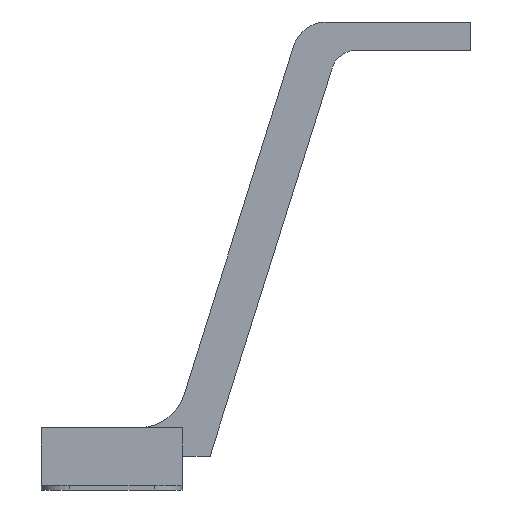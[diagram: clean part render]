
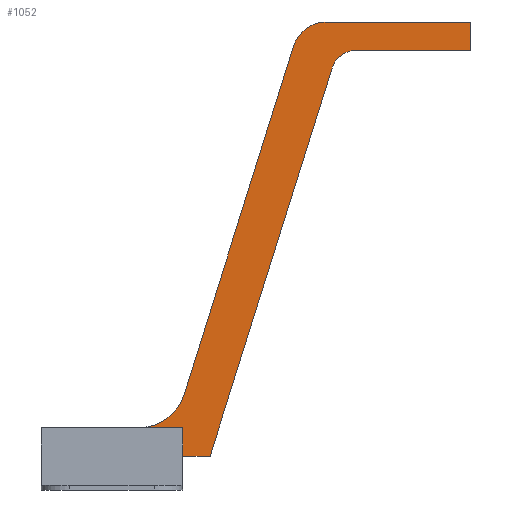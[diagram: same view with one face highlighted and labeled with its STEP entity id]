
A CAD part, left-side view. The second image highlights one B-rep face of the part: STEP entity #1052.
In plain terms, the highlighted face is planar.
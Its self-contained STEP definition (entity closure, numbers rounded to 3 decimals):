
#64=PLANE('',#1134);
#101=FACE_OUTER_BOUND('',#161,.T.);
#161=EDGE_LOOP('',(#783,#784,#785,#786,#787,#788,#789,#790,#791,#792,#793));
#233=LINE('',#1543,#334);
#236=LINE('',#1549,#337);
#239=LINE('',#1555,#340);
#243=LINE('',#1567,#344);
#246=LINE('',#1573,#347);
#249=LINE('',#1579,#350);
#252=LINE('',#1585,#353);
#256=LINE('',#1597,#357);
#334=VECTOR('',#1238,10.);
#337=VECTOR('',#1243,10.);
#340=VECTOR('',#1248,10.);
#344=VECTOR('',#1260,10.);
#347=VECTOR('',#1265,10.);
#350=VECTOR('',#1270,10.);
#353=VECTOR('',#1275,10.);
#357=VECTOR('',#1287,10.);
#437=CIRCLE('',#1122,4.5);
#439=CIRCLE('',#1129,8.5);
#441=CIRCLE('',#1133,6.);
#484=VERTEX_POINT('',#1540);
#485=VERTEX_POINT('',#1542);
#487=VERTEX_POINT('',#1548);
#489=VERTEX_POINT('',#1554);
#491=VERTEX_POINT('',#1560);
#493=VERTEX_POINT('',#1566);
#495=VERTEX_POINT('',#1572);
#497=VERTEX_POINT('',#1578);
#499=VERTEX_POINT('',#1584);
#501=VERTEX_POINT('',#1590);
#503=VERTEX_POINT('',#1596);
#585=EDGE_CURVE('',#485,#484,#233,.T.);
#588=EDGE_CURVE('',#487,#485,#236,.T.);
#591=EDGE_CURVE('',#489,#487,#239,.T.);
#594=EDGE_CURVE('',#491,#489,#437,.T.);
#597=EDGE_CURVE('',#493,#491,#243,.T.);
#600=EDGE_CURVE('',#495,#493,#246,.T.);
#603=EDGE_CURVE('',#497,#495,#249,.T.);
#606=EDGE_CURVE('',#499,#497,#252,.T.);
#609=EDGE_CURVE('',#501,#499,#439,.T.);
#612=EDGE_CURVE('',#503,#501,#256,.T.);
#615=EDGE_CURVE('',#484,#503,#441,.T.);
#783=ORIENTED_EDGE('',*,*,#615,.T.);
#784=ORIENTED_EDGE('',*,*,#612,.T.);
#785=ORIENTED_EDGE('',*,*,#609,.T.);
#786=ORIENTED_EDGE('',*,*,#606,.T.);
#787=ORIENTED_EDGE('',*,*,#603,.T.);
#788=ORIENTED_EDGE('',*,*,#600,.T.);
#789=ORIENTED_EDGE('',*,*,#597,.T.);
#790=ORIENTED_EDGE('',*,*,#594,.T.);
#791=ORIENTED_EDGE('',*,*,#591,.T.);
#792=ORIENTED_EDGE('',*,*,#588,.T.);
#793=ORIENTED_EDGE('',*,*,#585,.T.);
#1052=ADVANCED_FACE('',(#101),#64,.T.);
#1122=AXIS2_PLACEMENT_3D('',#1561,#1254,#1255);
#1129=AXIS2_PLACEMENT_3D('',#1591,#1281,#1282);
#1133=AXIS2_PLACEMENT_3D('',#1601,#1293,#1294);
#1134=AXIS2_PLACEMENT_3D('',#1602,#1295,#1296);
#1238=DIRECTION('',(-1.,0.,0.));
#1243=DIRECTION('',(0.,1.,0.));
#1248=DIRECTION('',(1.,0.,0.));
#1254=DIRECTION('center_axis',(0.,0.,-1.));
#1255=DIRECTION('ref_axis',(0.,1.,0.));
#1260=DIRECTION('',(0.3,0.954,0.));
#1265=DIRECTION('',(1.,0.,0.));
#1270=DIRECTION('',(0.,-1.,0.));
#1275=DIRECTION('',(-1.,0.,0.));
#1281=DIRECTION('center_axis',(0.,0.,-1.));
#1282=DIRECTION('ref_axis',(0.,-1.,0.));
#1287=DIRECTION('',(-0.3,-0.954,0.));
#1293=DIRECTION('center_axis',(0.,0.,1.));
#1294=DIRECTION('ref_axis',(0.,1.,0.));
#1295=DIRECTION('center_axis',(0.,0.,1.));
#1296=DIRECTION('ref_axis',(1.,0.,0.));
#1540=CARTESIAN_POINT('',(50.398,76.778,10.));
#1542=CARTESIAN_POINT('',(75.994,76.778,10.));
#1543=CARTESIAN_POINT('',(75.994,76.778,10.));
#1548=CARTESIAN_POINT('',(75.994,71.778,10.));
#1549=CARTESIAN_POINT('',(75.994,76.778,10.));
#1554=CARTESIAN_POINT('',(55.743,71.778,10.));
#1555=CARTESIAN_POINT('',(75.994,71.778,10.));
#1560=CARTESIAN_POINT('',(51.45,68.627,10.));
#1561=CARTESIAN_POINT('Origin',(55.743,67.278,10.));
#1566=CARTESIAN_POINT('',(29.874,0.,10.));
#1567=CARTESIAN_POINT('',(51.45,68.627,10.));
#1572=CARTESIAN_POINT('',(0.,0.,10.));
#1573=CARTESIAN_POINT('',(0.,0.,10.));
#1578=CARTESIAN_POINT('',(0.,5.,10.));
#1579=CARTESIAN_POINT('',(0.,0.,10.));
#1584=CARTESIAN_POINT('',(17.19,5.,10.));
#1585=CARTESIAN_POINT('',(13.5,5.,10.));
#1590=CARTESIAN_POINT('',(25.299,10.951,10.));
#1591=CARTESIAN_POINT('Origin',(17.19,13.5,10.));
#1596=CARTESIAN_POINT('',(44.674,72.577,10.));
#1597=CARTESIAN_POINT('',(25.,10.,10.));
#1601=CARTESIAN_POINT('Origin',(50.398,70.778,10.));
#1602=CARTESIAN_POINT('Origin',(37.997,38.389,10.));
